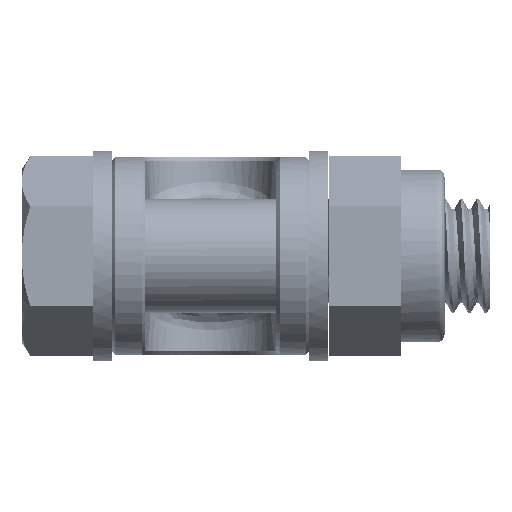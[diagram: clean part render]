
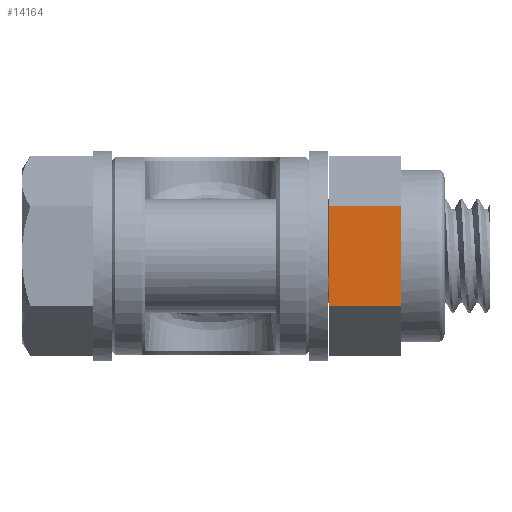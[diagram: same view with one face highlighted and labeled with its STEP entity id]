
A CAD part, front view. The second image highlights one B-rep face of the part: STEP entity #14164.
In plain terms, the highlighted free-form (B-spline) face has degree [1, 1] with [2, 2] control points.
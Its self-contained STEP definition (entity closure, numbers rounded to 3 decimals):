
#13924 = VERTEX_POINT('',#13925);
#13925 = CARTESIAN_POINT('',(34.101,-404.754,
    14.692));
#14071 = VERTEX_POINT('',#14072);
#14072 = CARTESIAN_POINT('',(21.246,-404.754,
    5.786));
#14086 = VERTEX_POINT('',#14087);
#14087 = CARTESIAN_POINT('',(34.101,-404.754,
    5.786));
#14092 = EDGE_CURVE('',#14071,#14086,#14093,.T.);
#14093 = B_SPLINE_CURVE_WITH_KNOTS('',1,(#14094,#14095),.UNSPECIFIED.,
  .F.,.F.,(2,2),(0.,8.75),.PIECEWISE_BEZIER_KNOTS.);
#14094 = CARTESIAN_POINT('',(21.246,-404.754,
    5.786));
#14095 = CARTESIAN_POINT('',(34.101,-404.754,
    5.786));
#14105 = EDGE_CURVE('',#13924,#14086,#14106,.T.);
#14106 = B_SPLINE_CURVE_WITH_KNOTS('',1,(#14107,#14108),.UNSPECIFIED.,
  .F.,.F.,(2,2),(6.062,12.124),
  .PIECEWISE_BEZIER_KNOTS.);
#14107 = CARTESIAN_POINT('',(34.101,-404.754,
    14.692));
#14108 = CARTESIAN_POINT('',(34.101,-404.754,
    5.786));
#14120 = EDGE_CURVE('',#14121,#14071,#14123,.T.);
#14121 = VERTEX_POINT('',#14122);
#14122 = CARTESIAN_POINT('',(21.246,-404.754,
    23.597));
#14123 = B_SPLINE_CURVE_WITH_KNOTS('',1,(#14124,#14125),.UNSPECIFIED.,
  .F.,.F.,(2,2),(-0.,12.124),.PIECEWISE_BEZIER_KNOTS.);
#14124 = CARTESIAN_POINT('',(21.246,-404.754,
    23.597));
#14125 = CARTESIAN_POINT('',(21.246,-404.754,
    5.786));
#14164 = ADVANCED_FACE('',(#14165),#14182,.T.);
#14165 = FACE_BOUND('',#14166,.T.);
#14166 = EDGE_LOOP('',(#14167,#14168,#14169,#14170,#14177));
#14167 = ORIENTED_EDGE('',*,*,#14120,.T.);
#14168 = ORIENTED_EDGE('',*,*,#14092,.T.);
#14169 = ORIENTED_EDGE('',*,*,#14105,.F.);
#14170 = ORIENTED_EDGE('',*,*,#14171,.F.);
#14171 = EDGE_CURVE('',#14172,#13924,#14174,.T.);
#14172 = VERTEX_POINT('',#14173);
#14173 = CARTESIAN_POINT('',(34.101,-404.754,
    23.597));
#14174 = B_SPLINE_CURVE_WITH_KNOTS('',1,(#14175,#14176),.UNSPECIFIED.,
  .F.,.F.,(2,2),(-0.,6.062),.PIECEWISE_BEZIER_KNOTS.);
#14175 = CARTESIAN_POINT('',(34.101,-404.754,
    23.597));
#14176 = CARTESIAN_POINT('',(34.101,-404.754,
    14.692));
#14177 = ORIENTED_EDGE('',*,*,#14178,.F.);
#14178 = EDGE_CURVE('',#14121,#14172,#14179,.T.);
#14179 = B_SPLINE_CURVE_WITH_KNOTS('',1,(#14180,#14181),.UNSPECIFIED.,
  .F.,.F.,(2,2),(0.,8.75),.PIECEWISE_BEZIER_KNOTS.);
#14180 = CARTESIAN_POINT('',(21.246,-404.754,
    23.597));
#14181 = CARTESIAN_POINT('',(34.101,-404.754,
    23.597));
#14182 = B_SPLINE_SURFACE_WITH_KNOTS('',1,1,(
    (#14183,#14184)
    ,(#14185,#14186
    )),.UNSPECIFIED.,.F.,.F.,.F.,(2,2),(2,2),(-0.,12.124),(
    0.,8.75),.PIECEWISE_BEZIER_KNOTS.);
#14183 = CARTESIAN_POINT('',(21.246,-404.754,
    23.597));
#14184 = CARTESIAN_POINT('',(34.101,-404.754,
    23.597));
#14185 = CARTESIAN_POINT('',(21.246,-404.754,
    5.786));
#14186 = CARTESIAN_POINT('',(34.101,-404.754,
    5.786));
